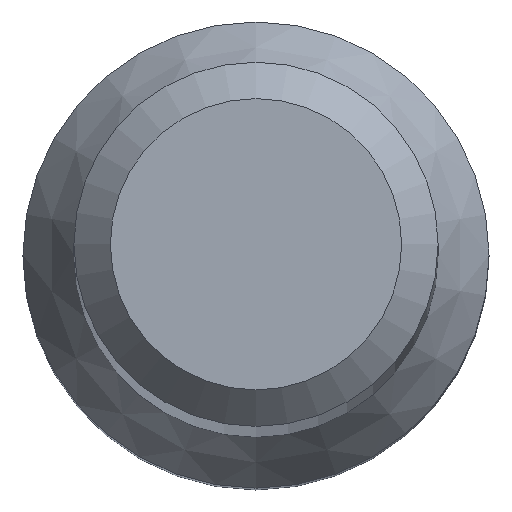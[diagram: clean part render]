
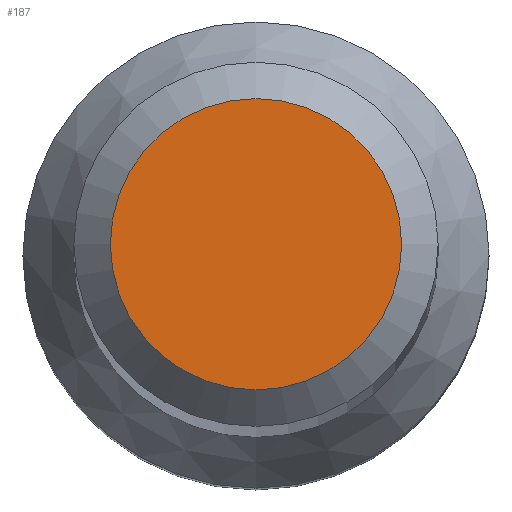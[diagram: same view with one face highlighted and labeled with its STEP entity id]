
A CAD part, top view. The second image highlights one B-rep face of the part: STEP entity #187.
In plain terms, the highlighted planar face has unit normal (0, 0, 1).
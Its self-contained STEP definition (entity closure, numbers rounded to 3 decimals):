
#10 = DIRECTION ( 'NONE',  ( 0., 0., -1. ) ) ;
#11 = PLANE ( 'NONE',  #131 ) ;
#35 = ORIENTED_EDGE ( 'NONE', *, *, #103, .F. ) ;
#42 = CARTESIAN_POINT ( 'NONE',  ( 0., 0., 80. ) ) ;
#52 = EDGE_LOOP ( 'NONE', ( #35 ) ) ;
#72 = AXIS2_PLACEMENT_3D ( 'NONE', #237, #10, #219 ) ;
#85 = DIRECTION ( 'NONE',  ( 0., 0., -1. ) ) ;
#103 = EDGE_CURVE ( 'NONE', #165, #165, #164, .T. ) ;
#122 = DIRECTION ( 'NONE',  ( 0., 1., 0. ) ) ;
#131 = AXIS2_PLACEMENT_3D ( 'NONE', #42, #85, #122 ) ;
#164 = CIRCLE ( 'NONE', #72, 1.6 ) ;
#165 = VERTEX_POINT ( 'NONE', #238 ) ;
#187 = ADVANCED_FACE ( 'NONE', ( #217 ), #11, .F. ) ;
#217 = FACE_OUTER_BOUND ( 'NONE', #52, .T. ) ;
#219 = DIRECTION ( 'NONE',  ( 0., 1., 0. ) ) ;
#237 = CARTESIAN_POINT ( 'NONE',  ( 0., 0., 80. ) ) ;
#238 = CARTESIAN_POINT ( 'NONE',  ( 0., 1.6, 80. ) ) ;
